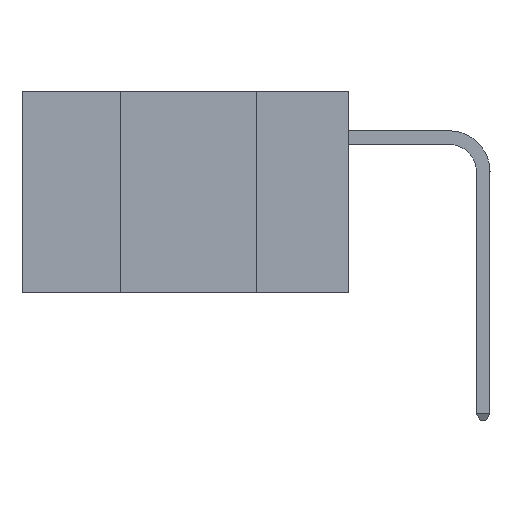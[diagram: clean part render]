
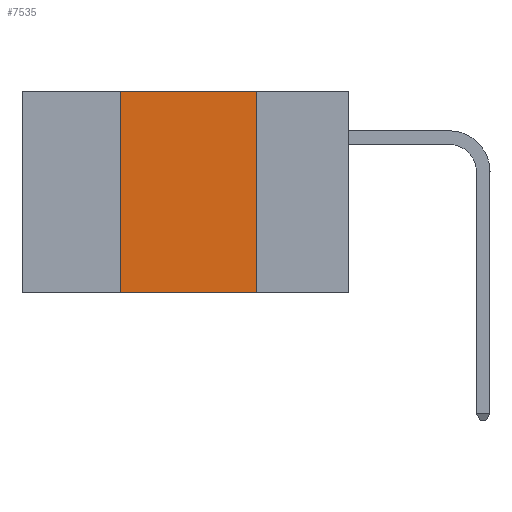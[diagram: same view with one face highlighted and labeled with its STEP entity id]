
A CAD part, left-side view. The second image highlights one B-rep face of the part: STEP entity #7535.
In plain terms, the highlighted planar face has unit normal (-1, 0, 0).
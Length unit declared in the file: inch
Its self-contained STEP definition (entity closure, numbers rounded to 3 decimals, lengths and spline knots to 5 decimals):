
#1239 = PLANE ( 'NONE',  #10570 ) ;
#1670 = ORIENTED_EDGE ( 'NONE', *, *, #8108, .F. ) ;
#2093 = LINE ( 'NONE', #10134, #20412 ) ;
#2474 = LINE ( 'NONE', #7214, #15922 ) ;
#2996 = CARTESIAN_POINT ( 'NONE',  ( 0., 0.42, 0. ) ) ;
#3444 = DIRECTION ( 'NONE',  ( 0., 0., -1. ) ) ;
#5093 = CARTESIAN_POINT ( 'NONE',  ( 0., 0.42, -0.37 ) ) ;
#5202 = DIRECTION ( 'NONE',  ( 0., -1., 0. ) ) ;
#6297 = EDGE_CURVE ( 'NONE', #20985, #9770, #15416, .T. ) ;
#7214 = CARTESIAN_POINT ( 'NONE',  ( 0., 0.17, 0. ) ) ;
#7296 = CARTESIAN_POINT ( 'NONE',  ( 0., 0.17, 0. ) ) ;
#7535 = ADVANCED_FACE ( 'NONE', ( #14656 ), #1239, .F. ) ;
#8108 = EDGE_CURVE ( 'NONE', #21156, #20985, #2093, .T. ) ;
#8632 = ORIENTED_EDGE ( 'NONE', *, *, #6297, .F. ) ;
#9117 = CARTESIAN_POINT ( 'NONE',  ( 0., 0.6, -0.37 ) ) ;
#9770 = VERTEX_POINT ( 'NONE', #7296 ) ;
#10134 = CARTESIAN_POINT ( 'NONE',  ( 0., 0.42, 0. ) ) ;
#10337 = LINE ( 'NONE', #9117, #18568 ) ;
#10539 = EDGE_CURVE ( 'NONE', #9770, #16163, #2474, .T. ) ;
#10570 = AXIS2_PLACEMENT_3D ( 'NONE', #21364, #12121, #3444 ) ;
#12121 = DIRECTION ( 'NONE',  ( 1., 0., 0. ) ) ;
#12407 = CARTESIAN_POINT ( 'NONE',  ( 0., 0.6, 0. ) ) ;
#12600 = ORIENTED_EDGE ( 'NONE', *, *, #16213, .T. ) ;
#14656 = FACE_OUTER_BOUND ( 'NONE', #20950, .T. ) ;
#15385 = CARTESIAN_POINT ( 'NONE',  ( 0., 0.17, -0.37 ) ) ;
#15416 = LINE ( 'NONE', #12407, #19923 ) ;
#15499 = DIRECTION ( 'NONE',  ( 0., 0., 1. ) ) ;
#15705 = DIRECTION ( 'NONE',  ( 0., -1., 0. ) ) ;
#15882 = DIRECTION ( 'NONE',  ( 0., 0., -1. ) ) ;
#15922 = VECTOR ( 'NONE', #15882, 39.37008 ) ;
#16163 = VERTEX_POINT ( 'NONE', #15385 ) ;
#16213 = EDGE_CURVE ( 'NONE', #21156, #16163, #10337, .T. ) ;
#17920 = ORIENTED_EDGE ( 'NONE', *, *, #10539, .F. ) ;
#18568 = VECTOR ( 'NONE', #15705, 39.37008 ) ;
#19923 = VECTOR ( 'NONE', #5202, 39.37008 ) ;
#20412 = VECTOR ( 'NONE', #15499, 39.37008 ) ;
#20950 = EDGE_LOOP ( 'NONE', ( #17920, #8632, #1670, #12600 ) ) ;
#20985 = VERTEX_POINT ( 'NONE', #2996 ) ;
#21156 = VERTEX_POINT ( 'NONE', #5093 ) ;
#21364 = CARTESIAN_POINT ( 'NONE',  ( 0., 0.6, 0. ) ) ;
